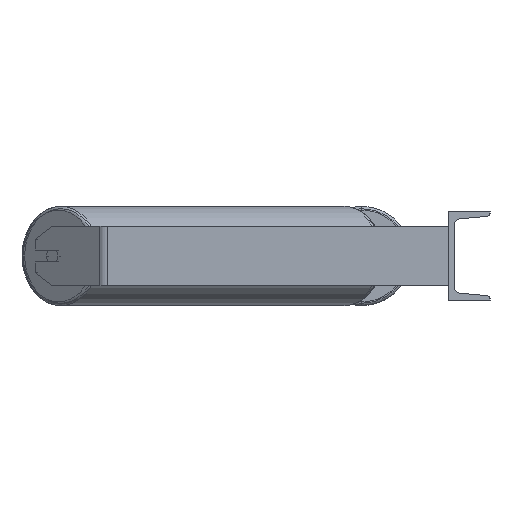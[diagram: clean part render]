
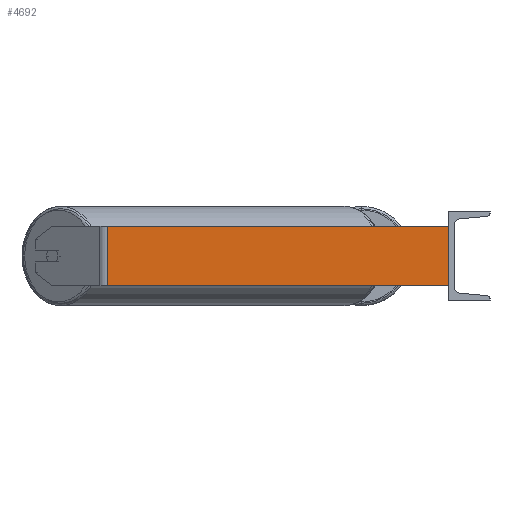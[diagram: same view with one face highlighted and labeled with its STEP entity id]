
A CAD part, left-side view. The second image highlights one B-rep face of the part: STEP entity #4692.
In plain terms, the highlighted planar face has unit normal (-1, 0, 0).
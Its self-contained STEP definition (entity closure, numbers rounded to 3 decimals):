
#499 = VERTEX_POINT ( 'NONE', #8403 ) ;
#524 = LINE ( 'NONE', #6223, #3218 ) ;
#586 = PLANE ( 'NONE',  #6761 ) ;
#615 = VECTOR ( 'NONE', #4873, 1000. ) ;
#697 = LINE ( 'NONE', #6266, #615 ) ;
#830 = CARTESIAN_POINT ( 'NONE',  ( -885., 457.366, 40. ) ) ;
#1049 = EDGE_CURVE ( 'NONE', #7351, #499, #5671, .T. ) ;
#1238 = FACE_OUTER_BOUND ( 'NONE', #3169, .T. ) ;
#1729 = VERTEX_POINT ( 'NONE', #830 ) ;
#1924 = EDGE_CURVE ( 'NONE', #1729, #7351, #697, .T. ) ;
#2207 = CARTESIAN_POINT ( 'NONE',  ( -885., 463.19, -40. ) ) ;
#2633 = VECTOR ( 'NONE', #8579, 1000. ) ;
#2779 = EDGE_CURVE ( 'NONE', #4730, #499, #6907, .T. ) ;
#2850 = CARTESIAN_POINT ( 'NONE',  ( -885., 0., 40. ) ) ;
#3169 = EDGE_LOOP ( 'NONE', ( #7411, #5959, #5810, #6020 ) ) ;
#3218 = VECTOR ( 'NONE', #5343, 1000. ) ;
#3447 = EDGE_CURVE ( 'NONE', #1729, #4730, #524, .T. ) ;
#4692 = ADVANCED_FACE ( 'NONE', ( #1238 ), #586, .F. ) ;
#4730 = VERTEX_POINT ( 'NONE', #2850 ) ;
#4873 = DIRECTION ( 'NONE',  ( 0., 0., -1. ) ) ;
#5343 = DIRECTION ( 'NONE',  ( 0., -1., 0. ) ) ;
#5471 = CARTESIAN_POINT ( 'NONE',  ( -885., 463.19, 40. ) ) ;
#5671 = LINE ( 'NONE', #2207, #2633 ) ;
#5810 = ORIENTED_EDGE ( 'NONE', *, *, #3447, .F. ) ;
#5959 = ORIENTED_EDGE ( 'NONE', *, *, #2779, .F. ) ;
#6020 = ORIENTED_EDGE ( 'NONE', *, *, #1924, .T. ) ;
#6223 = CARTESIAN_POINT ( 'NONE',  ( -885., 463.19, 40. ) ) ;
#6266 = CARTESIAN_POINT ( 'NONE',  ( -885., 457.366, 40. ) ) ;
#6761 = AXIS2_PLACEMENT_3D ( 'NONE', #5471, #7559, #9001 ) ;
#6907 = LINE ( 'NONE', #8217, #8426 ) ;
#7334 = CARTESIAN_POINT ( 'NONE',  ( -885., 457.366, -40. ) ) ;
#7351 = VERTEX_POINT ( 'NONE', #7334 ) ;
#7411 = ORIENTED_EDGE ( 'NONE', *, *, #1049, .T. ) ;
#7559 = DIRECTION ( 'NONE',  ( 1., 0., 0. ) ) ;
#8217 = CARTESIAN_POINT ( 'NONE',  ( -885., 0., 40. ) ) ;
#8403 = CARTESIAN_POINT ( 'NONE',  ( -885., 0., -40. ) ) ;
#8426 = VECTOR ( 'NONE', #8976, 1000. ) ;
#8579 = DIRECTION ( 'NONE',  ( 0., -1., 0. ) ) ;
#8976 = DIRECTION ( 'NONE',  ( 0., 0., -1. ) ) ;
#9001 = DIRECTION ( 'NONE',  ( 0., 1., 0. ) ) ;
